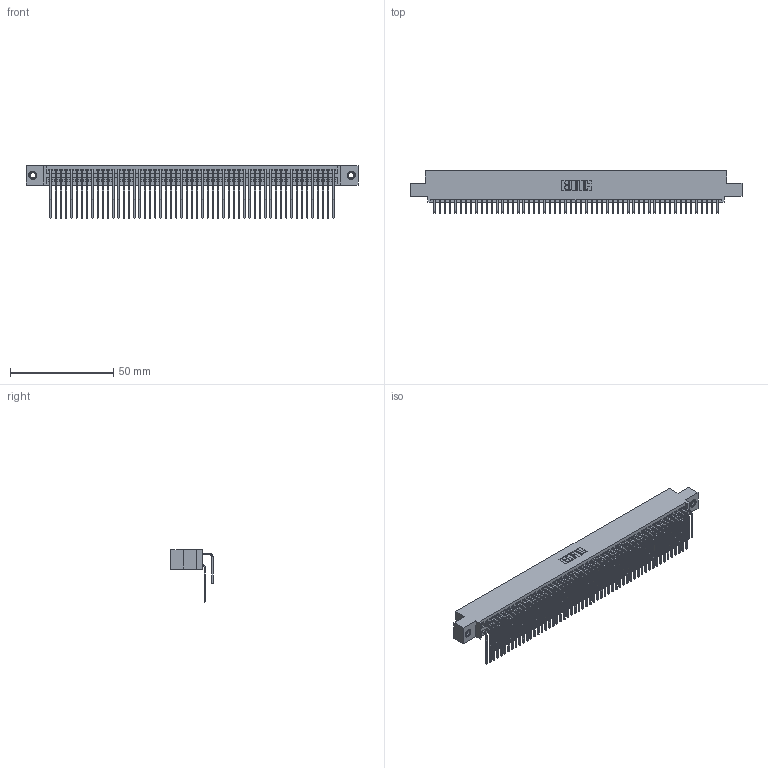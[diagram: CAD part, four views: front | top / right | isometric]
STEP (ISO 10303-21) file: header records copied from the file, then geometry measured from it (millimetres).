
FILE_DESCRIPTION (( 'STEP AP203' ), '1' );
FILE_NAME ('345-110-559-507.STEP', '2018-10-07T12:34:59', ( '' ), ( '' ), 'SwSTEP 2.0', 'SolidWorks 2016', '' );
FILE_SCHEMA (( 'CONFIG_CONTROL_DESIGN' ));
Length unit declared in the file: inch
Products named in the file (5): 345 Part_0.110 Offset - 0.156 Dia-TI; 345-110-559-507; 345-250-001_345-250-005-103; 345-292-001_558 559 Tail - 1; 345-292-001_559 Tail - 2
Assembly tree (113 placements, depth 2):
  345-110-559-507
    345 Part_0.110 Offset - 0.156 Dia-TI
    345-292-001_558 559 Tail - 1  x55
    345-292-001_559 Tail - 2  x55
    345-250-001_345-250-005-103  x2
Bounding box: 160.91 x 20.56 x 25.53 mm (x, y, z)
Volume: 16299.2 mm3; surface area: 27449.4 mm2
Topology: 113 solids, 113 shells, 5910 faces, 17539 edges, 11538 vertices
Faces by surface type: plane 3966, cylinder 1928, cone 12, torus 4
Entity records: 44374 total; most frequent: CARTESIAN_POINT 7454, ORIENTED_EDGE 7330, DIRECTION 6555, EDGE_CURVE 3665, VECTOR 3253, LINE 3253, VERTEX_POINT 2436, AXIS2_PLACEMENT_3D 1651
